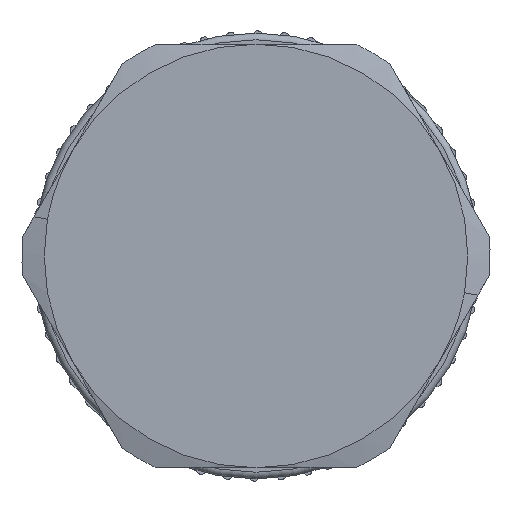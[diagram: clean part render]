
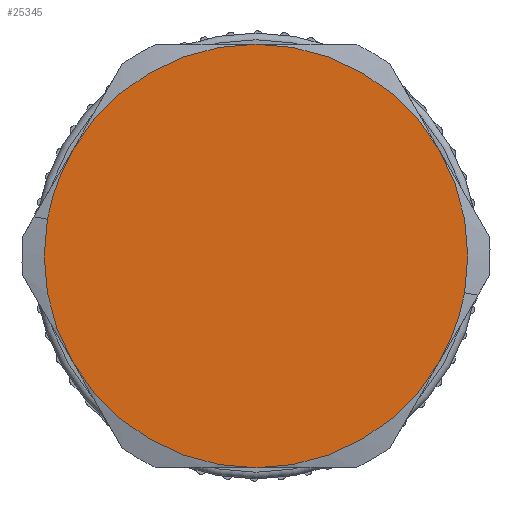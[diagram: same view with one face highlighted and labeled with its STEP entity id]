
A CAD part, left-side view. The second image highlights one B-rep face of the part: STEP entity #25345.
In plain terms, the highlighted planar face has unit normal (-1, 0, 0).
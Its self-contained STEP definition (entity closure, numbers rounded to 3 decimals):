
#25266=CARTESIAN_POINT('',(-38.,0.,0.));
#25267=DIRECTION('',(-1.,0.,0.));
#25268=DIRECTION('',(0.,0.342,-0.94));
#25269=AXIS2_PLACEMENT_3D('',#25266,#25267,#25268);
#25270=PLANE('',#25269);
#25271=CARTESIAN_POINT('',(-38.,-1.65,-9.356));
#25272=VERTEX_POINT('',#25271);
#25273=CARTESIAN_POINT('',(-38.,-8.927,-3.249));
#25274=VERTEX_POINT('',#25273);
#25275=CARTESIAN_POINT('',(-38.,0.,0.));
#25276=DIRECTION('',(-1.,0.,0.));
#25277=DIRECTION('',(0.,-0.342,0.94));
#25278=AXIS2_PLACEMENT_3D('',#25275,#25276,#25277);
#25279=CIRCLE('',#25278,9.5);
#25280=EDGE_CURVE('',#25272,#25274,#25279,.T.);
#25281=ORIENTED_EDGE('',*,*,#25280,.T.);
#25282=CARTESIAN_POINT('',(-38.,-9.5,-0.));
#25283=VERTEX_POINT('',#25282);
#25284=CARTESIAN_POINT('',(-38.,0.,0.));
#25285=DIRECTION('',(-1.,0.,0.));
#25286=DIRECTION('',(0.,-0.342,0.94));
#25287=AXIS2_PLACEMENT_3D('',#25284,#25285,#25286);
#25288=CIRCLE('',#25287,9.5);
#25289=EDGE_CURVE('',#25274,#25283,#25288,.T.);
#25290=ORIENTED_EDGE('',*,*,#25289,.T.);
#25291=CARTESIAN_POINT('',(-38.,-7.277,6.106));
#25292=VERTEX_POINT('',#25291);
#25293=CARTESIAN_POINT('',(-38.,0.,0.));
#25294=DIRECTION('',(-1.,0.,0.));
#25295=DIRECTION('',(0.,-0.342,0.94));
#25296=AXIS2_PLACEMENT_3D('',#25293,#25294,#25295);
#25297=CIRCLE('',#25296,9.5);
#25298=EDGE_CURVE('',#25283,#25292,#25297,.T.);
#25299=ORIENTED_EDGE('',*,*,#25298,.T.);
#25300=CARTESIAN_POINT('',(-38.,1.65,9.356));
#25301=VERTEX_POINT('',#25300);
#25302=CARTESIAN_POINT('',(-38.,0.,0.));
#25303=DIRECTION('',(-1.,0.,0.));
#25304=DIRECTION('',(0.,-0.342,0.94));
#25305=AXIS2_PLACEMENT_3D('',#25302,#25303,#25304);
#25306=CIRCLE('',#25305,9.5);
#25307=EDGE_CURVE('',#25292,#25301,#25306,.T.);
#25308=ORIENTED_EDGE('',*,*,#25307,.T.);
#25309=CARTESIAN_POINT('',(-38.,8.927,3.249));
#25310=VERTEX_POINT('',#25309);
#25311=CARTESIAN_POINT('',(-38.,0.,0.));
#25312=DIRECTION('',(-1.,0.,0.));
#25313=DIRECTION('',(0.,-0.342,0.94));
#25314=AXIS2_PLACEMENT_3D('',#25311,#25312,#25313);
#25315=CIRCLE('',#25314,9.5);
#25316=EDGE_CURVE('',#25301,#25310,#25315,.T.);
#25317=ORIENTED_EDGE('',*,*,#25316,.T.);
#25318=CARTESIAN_POINT('',(-38.,9.5,-0.));
#25319=VERTEX_POINT('',#25318);
#25320=CARTESIAN_POINT('',(-38.,0.,0.));
#25321=DIRECTION('',(-1.,0.,0.));
#25322=DIRECTION('',(0.,-0.342,0.94));
#25323=AXIS2_PLACEMENT_3D('',#25320,#25321,#25322);
#25324=CIRCLE('',#25323,9.5);
#25325=EDGE_CURVE('',#25310,#25319,#25324,.T.);
#25326=ORIENTED_EDGE('',*,*,#25325,.T.);
#25327=CARTESIAN_POINT('',(-38.,7.277,-6.106));
#25328=VERTEX_POINT('',#25327);
#25329=CARTESIAN_POINT('',(-38.,0.,0.));
#25330=DIRECTION('',(-1.,0.,0.));
#25331=DIRECTION('',(0.,-0.342,0.94));
#25332=AXIS2_PLACEMENT_3D('',#25329,#25330,#25331);
#25333=CIRCLE('',#25332,9.5);
#25334=EDGE_CURVE('',#25319,#25328,#25333,.T.);
#25335=ORIENTED_EDGE('',*,*,#25334,.T.);
#25336=CARTESIAN_POINT('',(-38.,0.,0.));
#25337=DIRECTION('',(-1.,0.,0.));
#25338=DIRECTION('',(0.,-0.342,0.94));
#25339=AXIS2_PLACEMENT_3D('',#25336,#25337,#25338);
#25340=CIRCLE('',#25339,9.5);
#25341=EDGE_CURVE('',#25328,#25272,#25340,.T.);
#25342=ORIENTED_EDGE('',*,*,#25341,.T.);
#25343=EDGE_LOOP('',(#25281,#25290,#25299,#25308,#25317,#25326,#25335,#25342));
#25344=FACE_BOUND('',#25343,.T.);
#25345=ADVANCED_FACE('',(#25344),#25270,.T.);
